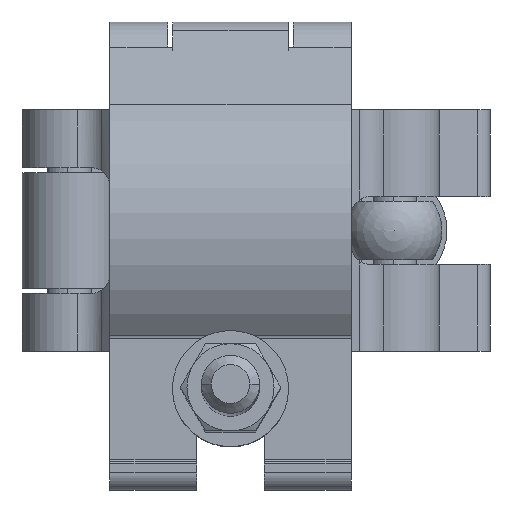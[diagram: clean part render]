
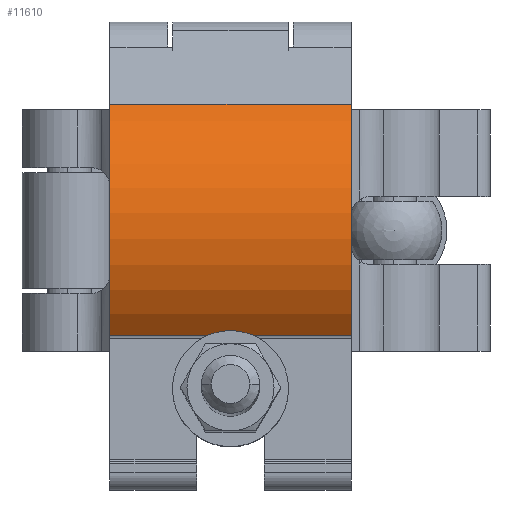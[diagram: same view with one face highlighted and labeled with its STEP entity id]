
A CAD part, front view. The second image highlights one B-rep face of the part: STEP entity #11610.
In plain terms, the highlighted cylindrical face has radius 33.1 mm (diameter 66.2 mm), a partial arc.
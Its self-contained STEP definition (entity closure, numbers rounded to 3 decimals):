
#23 = AXIS2_PLACEMENT_3D ( 'NONE', #5209, #7132, #10809 ) ;
#39 = EDGE_CURVE ( 'NONE', #4548, #1883, #1954, .T. ) ;
#217 = CIRCLE ( 'NONE', #23, 33.1 ) ;
#622 = EDGE_CURVE ( 'NONE', #11367, #4548, #5710, .T. ) ;
#1045 = ORIENTED_EDGE ( 'NONE', *, *, #39, .T. ) ;
#1331 = CYLINDRICAL_SURFACE ( 'NONE', #3830, 33.1 ) ;
#1685 = CARTESIAN_POINT ( 'NONE',  ( -24.95, 26.415, -8.218 ) ) ;
#1883 = VERTEX_POINT ( 'NONE', #1685 ) ;
#1954 = CIRCLE ( 'NONE', #2142, 33.1 ) ;
#2142 = AXIS2_PLACEMENT_3D ( 'NONE', #9766, #5335, #9012 ) ;
#2360 = DIRECTION ( 'NONE',  ( -1., 0., 0. ) ) ;
#2669 = DIRECTION ( 'NONE',  ( 0., 0., 1. ) ) ;
#2983 = EDGE_CURVE ( 'NONE', #11367, #11615, #217, .T. ) ;
#3830 = AXIS2_PLACEMENT_3D ( 'NONE', #4504, #5313, #2669 ) ;
#3862 = ORIENTED_EDGE ( 'NONE', *, *, #8368, .F. ) ;
#4077 = FACE_OUTER_BOUND ( 'NONE', #6702, .T. ) ;
#4504 = CARTESIAN_POINT ( 'NONE',  ( 24.95, 6.327, -34.525 ) ) ;
#4548 = VERTEX_POINT ( 'NONE', #7223 ) ;
#5209 = CARTESIAN_POINT ( 'NONE',  ( 24.95, 6.327, -34.525 ) ) ;
#5255 = LINE ( 'NONE', #8720, #8117 ) ;
#5265 = CARTESIAN_POINT ( 'NONE',  ( 24.95, 26.415, -8.218 ) ) ;
#5313 = DIRECTION ( 'NONE',  ( -1., 0., 0. ) ) ;
#5335 = DIRECTION ( 'NONE',  ( 1., 0., 0. ) ) ;
#5710 = LINE ( 'NONE', #9787, #8730 ) ;
#6702 = EDGE_LOOP ( 'NONE', ( #1045, #3862, #10757, #7307 ) ) ;
#7132 = DIRECTION ( 'NONE',  ( 1., 0., 0. ) ) ;
#7223 = CARTESIAN_POINT ( 'NONE',  ( -24.95, 31.477, -56.044 ) ) ;
#7307 = ORIENTED_EDGE ( 'NONE', *, *, #622, .T. ) ;
#7726 = DIRECTION ( 'NONE',  ( -1., 0., 0. ) ) ;
#8117 = VECTOR ( 'NONE', #7726, 1000. ) ;
#8368 = EDGE_CURVE ( 'NONE', #11615, #1883, #5255, .T. ) ;
#8517 = CARTESIAN_POINT ( 'NONE',  ( 24.95, 31.477, -56.044 ) ) ;
#8720 = CARTESIAN_POINT ( 'NONE',  ( 24.95, 26.415, -8.218 ) ) ;
#8730 = VECTOR ( 'NONE', #2360, 1000. ) ;
#9012 = DIRECTION ( 'NONE',  ( 0., 0., -1. ) ) ;
#9766 = CARTESIAN_POINT ( 'NONE',  ( -24.95, 6.327, -34.525 ) ) ;
#9787 = CARTESIAN_POINT ( 'NONE',  ( 24.95, 31.477, -56.044 ) ) ;
#10757 = ORIENTED_EDGE ( 'NONE', *, *, #2983, .F. ) ;
#10809 = DIRECTION ( 'NONE',  ( 0., 0., -1. ) ) ;
#11367 = VERTEX_POINT ( 'NONE', #8517 ) ;
#11610 = ADVANCED_FACE ( 'NONE', ( #4077 ), #1331, .T. ) ;
#11615 = VERTEX_POINT ( 'NONE', #5265 ) ;
